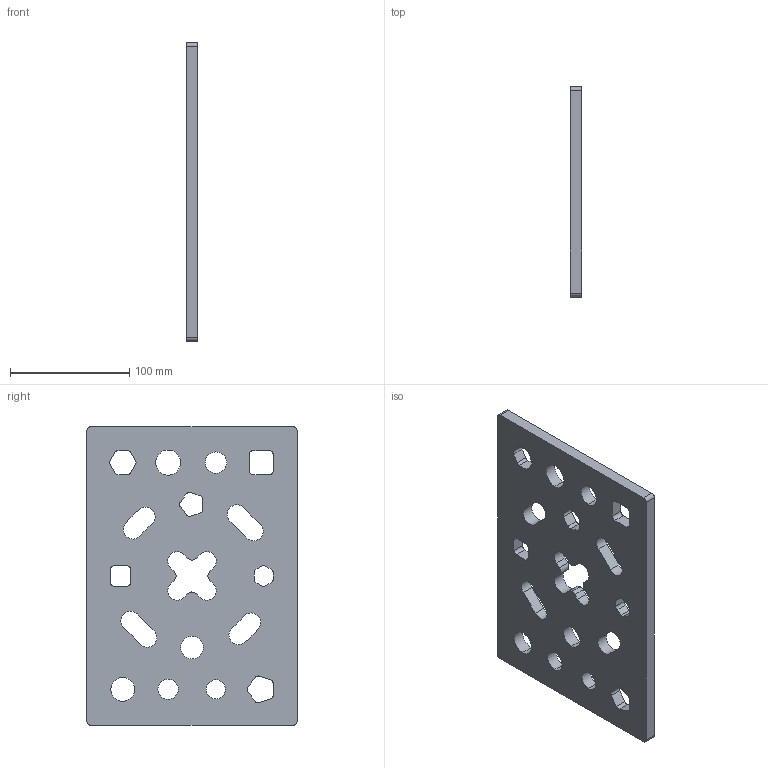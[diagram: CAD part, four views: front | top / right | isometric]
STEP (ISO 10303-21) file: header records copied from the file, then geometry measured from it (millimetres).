
FILE_DESCRIPTION (( 'STEP AP203' ), '1' );
FILE_NAME ('梓袧馱璃-A.STEP', '2020-04-27T06:53:41', ( '' ), ( '' ), 'SwSTEP 2.0', 'SolidWorks 2015', '' );
FILE_SCHEMA (( 'CONFIG_CONTROL_DESIGN' ));
Length unit declared in the file: millimetre
Products named in the file (1): 梓袧馱璃-A
Bounding box: 10 x 176 x 250 mm (x, y, z)
Volume: 372682 mm3; surface area: 95490.5 mm2
Topology: 1 solids, 1 shells, 124 faces, 366 edges, 244 vertices
Faces by surface type: cylinder 76, plane 48
Entity records: 4347 total; most frequent: DIRECTION 768, CARTESIAN_POINT 735, ORIENTED_EDGE 732, EDGE_CURVE 366, AXIS2_PLACEMENT_3D 277, VERTEX_POINT 244, LINE 214, VECTOR 214
